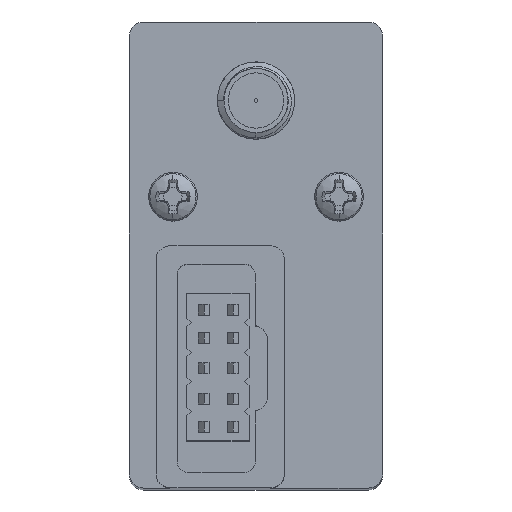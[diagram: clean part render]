
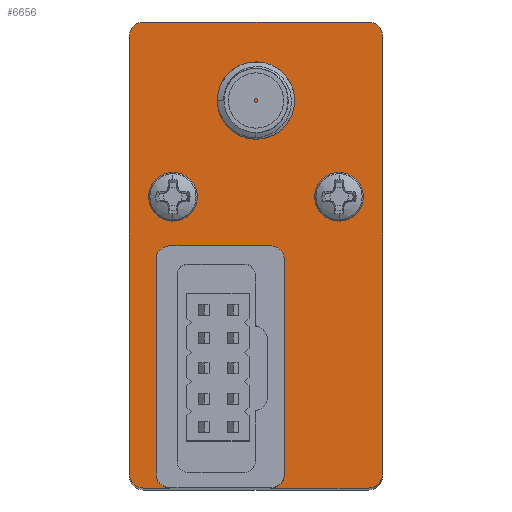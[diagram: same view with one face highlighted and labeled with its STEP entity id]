
A CAD part, top view. The second image highlights one B-rep face of the part: STEP entity #6656.
In plain terms, the highlighted planar face has unit normal (0, 0, 1).
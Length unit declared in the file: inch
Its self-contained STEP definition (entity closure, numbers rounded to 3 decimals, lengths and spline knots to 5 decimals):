
#84 = CIRCLE ( 'NONE', #1839, 0.04759 ) ;
#118 = DIRECTION ( 'NONE',  ( 0., 0., 1. ) ) ;
#133 = DIRECTION ( 'NONE',  ( 1., 0., 0. ) ) ;
#206 = CARTESIAN_POINT ( 'NONE',  ( 0.05026, -0.75241, 1.875 ) ) ;
#207 = ORIENTED_EDGE ( 'NONE', *, *, #7190, .T. ) ;
#314 = CARTESIAN_POINT ( 'NONE',  ( 0.05026, -0.01696, 1.875 ) ) ;
#611 = VECTOR ( 'NONE', #2079, 39.37008 ) ;
#660 = ORIENTED_EDGE ( 'NONE', *, *, #1180, .F. ) ;
#712 = ORIENTED_EDGE ( 'NONE', *, *, #7043, .F. ) ;
#734 = ORIENTED_EDGE ( 'NONE', *, *, #10346, .T. ) ;
#774 = EDGE_CURVE ( 'NONE', #919, #9675, #10679, .T. ) ;
#803 = CARTESIAN_POINT ( 'NONE',  ( 0.385, -0.75, 1.875 ) ) ;
#859 = CARTESIAN_POINT ( 'NONE',  ( -0.385, -0.8, 1.875 ) ) ;
#869 = DIRECTION ( 'NONE',  ( 0., 0., 1. ) ) ;
#919 = VERTEX_POINT ( 'NONE', #10422 ) ;
#972 = AXIS2_PLACEMENT_3D ( 'NONE', #803, #9069, #13258 ) ;
#1082 = CARTESIAN_POINT ( 'NONE',  ( 0.385, 0.8, 1.875 ) ) ;
#1154 = CARTESIAN_POINT ( 'NONE',  ( -0.435, 0.75, 1.875 ) ) ;
#1180 = EDGE_CURVE ( 'NONE', #12352, #12924, #5030, .T. ) ;
#1221 = DIRECTION ( 'NONE',  ( 1., 0., 0. ) ) ;
#1240 = CARTESIAN_POINT ( 'NONE',  ( -0.385, -0.8, 1.875 ) ) ;
#1463 = EDGE_CURVE ( 'NONE', #12352, #9675, #8406, .T. ) ;
#1537 = EDGE_CURVE ( 'NONE', #3598, #6418, #10589, .T. ) ;
#1587 = CARTESIAN_POINT ( 'NONE',  ( -0.385, 0.75, 1.875 ) ) ;
#1769 = DIRECTION ( 'NONE',  ( 1., 0., 0. ) ) ;
#1839 = AXIS2_PLACEMENT_3D ( 'NONE', #9408, #6150, #5120 ) ;
#2007 = AXIS2_PLACEMENT_3D ( 'NONE', #7719, #12021, #13125 ) ;
#2079 = DIRECTION ( 'NONE',  ( 0., 1., 0. ) ) ;
#2335 = VERTEX_POINT ( 'NONE', #1082 ) ;
#2398 = EDGE_CURVE ( 'NONE', #9920, #2335, #10267, .T. ) ;
#2514 = VECTOR ( 'NONE', #3607, 39.37008 ) ;
#2529 = CARTESIAN_POINT ( 'NONE',  ( -0.385, -0.75, 1.875 ) ) ;
#2573 = CARTESIAN_POINT ( 'NONE',  ( -0.29541, 0.03063, 1.875 ) ) ;
#2711 = AXIS2_PLACEMENT_3D ( 'NONE', #4845, #869, #1769 ) ;
#2895 = ORIENTED_EDGE ( 'NONE', *, *, #774, .F. ) ;
#2956 = DIRECTION ( 'NONE',  ( 1., 0., 0. ) ) ;
#3288 = VECTOR ( 'NONE', #2956, 39.37008 ) ;
#3490 = LINE ( 'NONE', #1154, #5295 ) ;
#3598 = VERTEX_POINT ( 'NONE', #8097 ) ;
#3607 = DIRECTION ( 'NONE',  ( 0., 1., 0. ) ) ;
#3708 = DIRECTION ( 'NONE',  ( 0., 1., 0. ) ) ;
#3794 = CARTESIAN_POINT ( 'NONE',  ( -0.435, 0.75, 1.875 ) ) ;
#3845 = EDGE_CURVE ( 'NONE', #2335, #6973, #9184, .T. ) ;
#4067 = CARTESIAN_POINT ( 'NONE',  ( -0.385, 0.8, 1.875 ) ) ;
#4205 = DIRECTION ( 'NONE',  ( -1., 0., 0. ) ) ;
#4360 = ORIENTED_EDGE ( 'NONE', *, *, #5204, .T. ) ;
#4368 = FACE_OUTER_BOUND ( 'NONE', #5370, .T. ) ;
#4797 = AXIS2_PLACEMENT_3D ( 'NONE', #314, #10898, #10625 ) ;
#4845 = CARTESIAN_POINT ( 'NONE',  ( -0.385, -0.75, 1.875 ) ) ;
#5030 = CIRCLE ( 'NONE', #9611, 0.04759 ) ;
#5107 = AXIS2_PLACEMENT_3D ( 'NONE', #2529, #12923, #9541 ) ;
#5120 = DIRECTION ( 'NONE',  ( 1., 0., 0. ) ) ;
#5167 = AXIS2_PLACEMENT_3D ( 'NONE', #1587, #12182, #12452 ) ;
#5204 = EDGE_CURVE ( 'NONE', #8331, #5488, #3490, .T. ) ;
#5235 = ORIENTED_EDGE ( 'NONE', *, *, #1537, .T. ) ;
#5295 = VECTOR ( 'NONE', #9484, 39.37008 ) ;
#5370 = EDGE_LOOP ( 'NONE', ( #12009, #12861, #207, #13336, #6533, #13077, #10242, #4360, #5455, #5235, #712, #734, #660, #13493, #2895, #12740 ) ) ;
#5407 = DIRECTION ( 'NONE',  ( 0., 0., 1. ) ) ;
#5455 = ORIENTED_EDGE ( 'NONE', *, *, #11688, .T. ) ;
#5488 = VERTEX_POINT ( 'NONE', #6133 ) ;
#5640 = CARTESIAN_POINT ( 'NONE',  ( 0.435, 0.75, 1.875 ) ) ;
#5902 = EDGE_CURVE ( 'NONE', #7123, #10220, #7417, .T. ) ;
#6133 = CARTESIAN_POINT ( 'NONE',  ( -0.435, -0.75, 1.875 ) ) ;
#6150 = DIRECTION ( 'NONE',  ( 0., 0., 1. ) ) ;
#6418 = VERTEX_POINT ( 'NONE', #10563 ) ;
#6533 = ORIENTED_EDGE ( 'NONE', *, *, #2398, .T. ) ;
#6656 = ADVANCED_FACE ( 'NONE', ( #4368 ), #10641, .T. ) ;
#6722 = EDGE_CURVE ( 'NONE', #12335, #9920, #8790, .T. ) ;
#6973 = VERTEX_POINT ( 'NONE', #8454 ) ;
#7043 = EDGE_CURVE ( 'NONE', #8274, #6418, #84, .T. ) ;
#7123 = VERTEX_POINT ( 'NONE', #9623 ) ;
#7157 = DIRECTION ( 'NONE',  ( 1., 0., 0. ) ) ;
#7190 = EDGE_CURVE ( 'NONE', #10220, #12335, #7304, .T. ) ;
#7227 = VECTOR ( 'NONE', #12671, 39.37008 ) ;
#7304 = CIRCLE ( 'NONE', #972, 0.05 ) ;
#7417 = LINE ( 'NONE', #859, #10536 ) ;
#7719 = CARTESIAN_POINT ( 'NONE',  ( 0.385, 0.75, 1.875 ) ) ;
#7802 = LINE ( 'NONE', #12185, #9111 ) ;
#8097 = CARTESIAN_POINT ( 'NONE',  ( -0.385, -0.8, 1.875 ) ) ;
#8274 = VERTEX_POINT ( 'NONE', #11760 ) ;
#8331 = VERTEX_POINT ( 'NONE', #3794 ) ;
#8389 = CIRCLE ( 'NONE', #8829, 0.04759 ) ;
#8406 = LINE ( 'NONE', #9498, #3288 ) ;
#8454 = CARTESIAN_POINT ( 'NONE',  ( -0.385, 0.8, 1.875 ) ) ;
#8628 = EDGE_CURVE ( 'NONE', #10557, #919, #10395, .T. ) ;
#8694 = CARTESIAN_POINT ( 'NONE',  ( 0.385, -0.8, 1.875 ) ) ;
#8790 = LINE ( 'NONE', #12986, #2514 ) ;
#8829 = AXIS2_PLACEMENT_3D ( 'NONE', #206, #5407, #133 ) ;
#9069 = DIRECTION ( 'NONE',  ( 0., 0., 1. ) ) ;
#9111 = VECTOR ( 'NONE', #3708, 39.37008 ) ;
#9184 = LINE ( 'NONE', #4067, #9195 ) ;
#9195 = VECTOR ( 'NONE', #4205, 39.37008 ) ;
#9320 = EDGE_CURVE ( 'NONE', #6973, #8331, #12161, .T. ) ;
#9408 = CARTESIAN_POINT ( 'NONE',  ( -0.29541, -0.75241, 1.875 ) ) ;
#9472 = CARTESIAN_POINT ( 'NONE',  ( -0.29541, -0.01696, 1.875 ) ) ;
#9484 = DIRECTION ( 'NONE',  ( 0., -1., 0. ) ) ;
#9498 = CARTESIAN_POINT ( 'NONE',  ( 0., 0.03063, 1.875 ) ) ;
#9541 = DIRECTION ( 'NONE',  ( 1., 0., 0. ) ) ;
#9611 = AXIS2_PLACEMENT_3D ( 'NONE', #9472, #118, #1221 ) ;
#9623 = CARTESIAN_POINT ( 'NONE',  ( 0.05026, -0.8, 1.875 ) ) ;
#9675 = VERTEX_POINT ( 'NONE', #12147 ) ;
#9920 = VERTEX_POINT ( 'NONE', #5640 ) ;
#10220 = VERTEX_POINT ( 'NONE', #8694 ) ;
#10242 = ORIENTED_EDGE ( 'NONE', *, *, #9320, .T. ) ;
#10267 = CIRCLE ( 'NONE', #2007, 0.05 ) ;
#10346 = EDGE_CURVE ( 'NONE', #8274, #12924, #7802, .T. ) ;
#10395 = LINE ( 'NONE', #11432, #611 ) ;
#10422 = CARTESIAN_POINT ( 'NONE',  ( 0.09785, -0.01696, 1.875 ) ) ;
#10466 = CARTESIAN_POINT ( 'NONE',  ( 0.435, -0.75, 1.875 ) ) ;
#10536 = VECTOR ( 'NONE', #7157, 39.37008 ) ;
#10544 = CIRCLE ( 'NONE', #2711, 0.05 ) ;
#10557 = VERTEX_POINT ( 'NONE', #10583 ) ;
#10563 = CARTESIAN_POINT ( 'NONE',  ( -0.29541, -0.8, 1.875 ) ) ;
#10583 = CARTESIAN_POINT ( 'NONE',  ( 0.09785, -0.75241, 1.875 ) ) ;
#10589 = LINE ( 'NONE', #1240, #7227 ) ;
#10625 = DIRECTION ( 'NONE',  ( 1., 0., 0. ) ) ;
#10641 = PLANE ( 'NONE',  #5107 ) ;
#10679 = CIRCLE ( 'NONE', #4797, 0.04759 ) ;
#10898 = DIRECTION ( 'NONE',  ( 0., 0., 1. ) ) ;
#10977 = CARTESIAN_POINT ( 'NONE',  ( -0.343, -0.01696, 1.875 ) ) ;
#11432 = CARTESIAN_POINT ( 'NONE',  ( 0.09785, 0., 1.875 ) ) ;
#11688 = EDGE_CURVE ( 'NONE', #5488, #3598, #10544, .T. ) ;
#11760 = CARTESIAN_POINT ( 'NONE',  ( -0.343, -0.75241, 1.875 ) ) ;
#12009 = ORIENTED_EDGE ( 'NONE', *, *, #12658, .F. ) ;
#12021 = DIRECTION ( 'NONE',  ( 0., 0., 1. ) ) ;
#12147 = CARTESIAN_POINT ( 'NONE',  ( 0.05026, 0.03063, 1.875 ) ) ;
#12161 = CIRCLE ( 'NONE', #5167, 0.05 ) ;
#12182 = DIRECTION ( 'NONE',  ( 0., 0., 1. ) ) ;
#12185 = CARTESIAN_POINT ( 'NONE',  ( -0.343, 0., 1.875 ) ) ;
#12335 = VERTEX_POINT ( 'NONE', #10466 ) ;
#12352 = VERTEX_POINT ( 'NONE', #2573 ) ;
#12452 = DIRECTION ( 'NONE',  ( 1., 0., 0. ) ) ;
#12658 = EDGE_CURVE ( 'NONE', #7123, #10557, #8389, .T. ) ;
#12671 = DIRECTION ( 'NONE',  ( 1., 0., 0. ) ) ;
#12740 = ORIENTED_EDGE ( 'NONE', *, *, #8628, .F. ) ;
#12861 = ORIENTED_EDGE ( 'NONE', *, *, #5902, .T. ) ;
#12923 = DIRECTION ( 'NONE',  ( 0., 0., 1. ) ) ;
#12924 = VERTEX_POINT ( 'NONE', #10977 ) ;
#12986 = CARTESIAN_POINT ( 'NONE',  ( 0.435, 0.75, 1.875 ) ) ;
#13077 = ORIENTED_EDGE ( 'NONE', *, *, #3845, .T. ) ;
#13125 = DIRECTION ( 'NONE',  ( -1., 0., 0. ) ) ;
#13258 = DIRECTION ( 'NONE',  ( 1., 0., 0. ) ) ;
#13336 = ORIENTED_EDGE ( 'NONE', *, *, #6722, .T. ) ;
#13493 = ORIENTED_EDGE ( 'NONE', *, *, #1463, .T. ) ;
